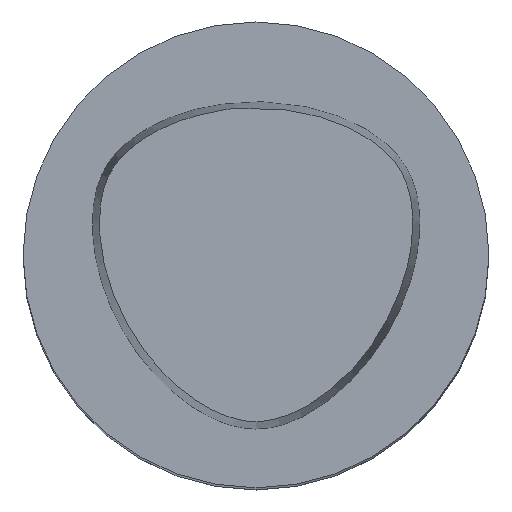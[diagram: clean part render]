
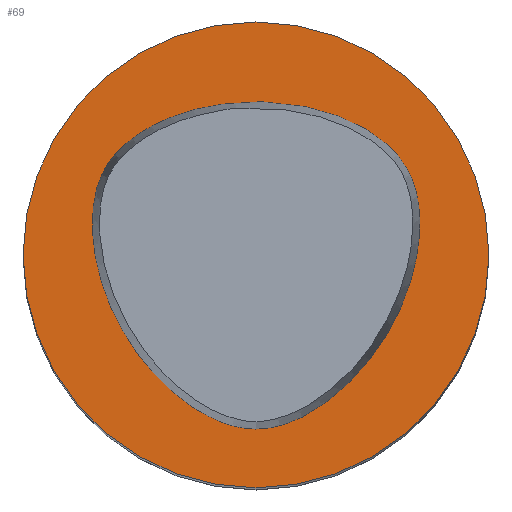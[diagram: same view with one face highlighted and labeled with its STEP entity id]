
A CAD part, top view. The second image highlights one B-rep face of the part: STEP entity #69.
In plain terms, the highlighted planar face has unit normal (0, 0, 1).
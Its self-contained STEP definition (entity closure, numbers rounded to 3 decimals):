
#69=ADVANCED_FACE('Unnamed[1]',(#162,#163),#164,.T.);
#93=EDGE_CURVE('Unnamed[1]',#196,#196,#197,.T.);
#98=EDGE_CURVE('Unnamed[1]',#204,#204,#205,.T.);
#162=FACE_BOUND('',#278,.T.);
#163=FACE_OUTER_BOUND('',#279,.T.);
#164=PLANE('',#280);
#196=VERTEX_POINT('',#703);
#197=B_SPLINE_CURVE_WITH_KNOTS('',3,(#704,#705,#706,#707,#708,#709,#710,#711,#712,#713,#714,#715,#716,#717,#718,#719,#720,#721,#722,#723,#724,#725,#726,#727,#728,#729,#730,#731,#732,#733,#734,#735,#736,#737,#738,#739,#740,#741,#742,#743,#744,#745,#746,#747,#748,#749,#750,#751,#752,#753,#754,#755,#756,#757,#758,#759,#760,#761,#762,#763,#764,#765,#766,#767,#768,#769,#770,#771,#772,#773,#774,#775,#776,#777,#778,#779,#780,#781,#782,#783,#784,#785,#786,#787,#788,#789,#790,#791,#792,#793,#794,#795,#796,#797,#798,#799),.UNSPECIFIED.,.T.,.F.,(4,2,2,2,2,2,2,2,2,2,2,2,2,2,2,2,2,2,2,2,2,2,2,2,2,2,2,2,2,2,2,2,2,2,2,2,2,2,2,2,2,2,2,2,2,2,2,4),(0.0,0.,0.023,0.046,0.069,0.091,0.112,0.133,0.153,0.173,0.194,0.214,0.236,0.257,0.28,0.302,0.326,0.349,0.372,0.395,0.417,0.438,0.459,0.48,0.5,0.52,0.541,0.562,0.583,0.605,0.628,0.651,0.674,0.698,0.72,0.743,0.764,0.786,0.806,0.827,0.847,0.867,0.888,0.909,0.931,0.954,0.977,1.0),.UNSPECIFIED.);
#204=VERTEX_POINT('',#808);
#205=CIRCLE('',#809,25.0);
#278=EDGE_LOOP('',(#931));
#279=EDGE_LOOP('',(#932));
#280=AXIS2_PLACEMENT_3D('',#933,#934,#935);
#703=CARTESIAN_POINT('',(-0.001,-18.694,0.));
#704=CARTESIAN_POINT('',(-0.001,-18.694,0.));
#705=CARTESIAN_POINT('',(-0.011,-18.694,0.));
#706=CARTESIAN_POINT('',(-0.02,-18.694,0.));
#707=CARTESIAN_POINT('',(-0.871,-18.695,0.));
#708=CARTESIAN_POINT('',(-1.713,-18.556,0.));
#709=CARTESIAN_POINT('',(-3.347,-18.108,0.));
#710=CARTESIAN_POINT('',(-4.138,-17.797,0.0));
#711=CARTESIAN_POINT('',(-5.644,-17.061,0.));
#712=CARTESIAN_POINT('',(-6.361,-16.639,0.));
#713=CARTESIAN_POINT('',(-7.712,-15.718,0.));
#714=CARTESIAN_POINT('',(-8.348,-15.221,0.));
#715=CARTESIAN_POINT('',(-9.549,-14.18,0.0));
#716=CARTESIAN_POINT('',(-10.114,-13.638,0.));
#717=CARTESIAN_POINT('',(-11.179,-12.514,0.));
#718=CARTESIAN_POINT('',(-11.678,-11.934,0.0));
#719=CARTESIAN_POINT('',(-12.616,-10.742,0.));
#720=CARTESIAN_POINT('',(-13.055,-10.13,0.0));
#721=CARTESIAN_POINT('',(-13.877,-8.876,0.));
#722=CARTESIAN_POINT('',(-14.26,-8.233,0.));
#723=CARTESIAN_POINT('',(-14.972,-6.916,0.));
#724=CARTESIAN_POINT('',(-15.3,-6.242,0.0));
#725=CARTESIAN_POINT('',(-15.902,-4.857,0.0));
#726=CARTESIAN_POINT('',(-16.174,-4.147,0.));
#727=CARTESIAN_POINT('',(-16.658,-2.689,0.0));
#728=CARTESIAN_POINT('',(-16.869,-1.941,0.0));
#729=CARTESIAN_POINT('',(-17.218,-0.406,0.0));
#730=CARTESIAN_POINT('',(-17.354,0.381,0.0));
#731=CARTESIAN_POINT('',(-17.542,1.99,0.0));
#732=CARTESIAN_POINT('',(-17.59,2.813,0.0));
#733=CARTESIAN_POINT('',(-17.564,4.476,0.0));
#734=CARTESIAN_POINT('',(-17.486,5.317,0.0));
#735=CARTESIAN_POINT('',(-17.171,6.985,0.0));
#736=CARTESIAN_POINT('',(-16.933,7.811,0.0));
#737=CARTESIAN_POINT('',(-16.223,9.36,0.0));
#738=CARTESIAN_POINT('',(-15.753,10.083,0.0));
#739=CARTESIAN_POINT('',(-14.646,11.379,0.0));
#740=CARTESIAN_POINT('',(-14.011,11.953,0.0));
#741=CARTESIAN_POINT('',(-12.665,12.971,0.0));
#742=CARTESIAN_POINT('',(-11.955,13.418,0.));
#743=CARTESIAN_POINT('',(-10.5,14.197,0.0));
#744=CARTESIAN_POINT('',(-9.758,14.532,0.));
#745=CARTESIAN_POINT('',(-8.263,15.113,0.));
#746=CARTESIAN_POINT('',(-7.511,15.361,0.));
#747=CARTESIAN_POINT('',(-6.005,15.774,0.0));
#748=CARTESIAN_POINT('',(-5.251,15.94,0.));
#749=CARTESIAN_POINT('',(-3.745,16.178,0.));
#750=CARTESIAN_POINT('',(-2.993,16.252,0.));
#751=CARTESIAN_POINT('',(-1.489,16.39,0.));
#752=CARTESIAN_POINT('',(-0.738,16.454,0.));
#753=CARTESIAN_POINT('',(0.759,16.454,0.));
#754=CARTESIAN_POINT('',(1.505,16.392,0.));
#755=CARTESIAN_POINT('',(3.002,16.253,0.));
#756=CARTESIAN_POINT('',(3.753,16.176,0.));
#757=CARTESIAN_POINT('',(5.259,15.935,0.));
#758=CARTESIAN_POINT('',(6.013,15.769,0.));
#759=CARTESIAN_POINT('',(7.522,15.364,0.0));
#760=CARTESIAN_POINT('',(8.275,15.122,0.0));
#761=CARTESIAN_POINT('',(9.771,14.545,0.));
#762=CARTESIAN_POINT('',(10.514,14.208,0.0));
#763=CARTESIAN_POINT('',(11.964,13.421,0.));
#764=CARTESIAN_POINT('',(12.67,12.968,0.));
#765=CARTESIAN_POINT('',(14.011,11.942,0.0));
#766=CARTESIAN_POINT('',(14.644,11.366,0.0));
#767=CARTESIAN_POINT('',(15.747,10.068,0.));
#768=CARTESIAN_POINT('',(16.217,9.345,0.0));
#769=CARTESIAN_POINT('',(16.93,7.799,0.));
#770=CARTESIAN_POINT('',(17.173,6.976,0.0));
#771=CARTESIAN_POINT('',(17.495,5.311,0.0));
#772=CARTESIAN_POINT('',(17.574,4.469,0.0));
#773=CARTESIAN_POINT('',(17.598,2.805,0.0));
#774=CARTESIAN_POINT('',(17.546,1.982,0.0));
#775=CARTESIAN_POINT('',(17.353,0.374,0.0));
#776=CARTESIAN_POINT('',(17.214,-0.413,0.0));
#777=CARTESIAN_POINT('',(16.864,-1.947,0.0));
#778=CARTESIAN_POINT('',(16.655,-2.696,0.0));
#779=CARTESIAN_POINT('',(16.172,-4.154,0.0));
#780=CARTESIAN_POINT('',(15.9,-4.864,0.0));
#781=CARTESIAN_POINT('',(15.298,-6.248,0.0));
#782=CARTESIAN_POINT('',(14.969,-6.923,0.0));
#783=CARTESIAN_POINT('',(14.256,-8.24,0.0));
#784=CARTESIAN_POINT('',(13.873,-8.882,0.0));
#785=CARTESIAN_POINT('',(13.052,-10.136,0.0));
#786=CARTESIAN_POINT('',(12.612,-10.748,0.0));
#787=CARTESIAN_POINT('',(11.674,-11.94,0.0));
#788=CARTESIAN_POINT('',(11.173,-12.519,0.0));
#789=CARTESIAN_POINT('',(10.107,-13.641,0.));
#790=CARTESIAN_POINT('',(9.541,-14.183,0.0));
#791=CARTESIAN_POINT('',(8.337,-15.22,0.));
#792=CARTESIAN_POINT('',(7.7,-15.714,0.0));
#793=CARTESIAN_POINT('',(6.351,-16.64,0.));
#794=CARTESIAN_POINT('',(5.639,-17.071,0.));
#795=CARTESIAN_POINT('',(4.137,-17.815,0.));
#796=CARTESIAN_POINT('',(3.346,-18.127,0.));
#797=CARTESIAN_POINT('',(1.703,-18.565,0.));
#798=CARTESIAN_POINT('',(0.849,-18.69,0.0));
#799=CARTESIAN_POINT('',(-0.001,-18.694,0.));
#808=CARTESIAN_POINT('',(0.,25.0,0.));
#809=AXIS2_PLACEMENT_3D('',#975,#976,#977);
#931=ORIENTED_EDGE('',*,*,#93,.T.);
#932=ORIENTED_EDGE('',*,*,#98,.F.);
#933=CARTESIAN_POINT('',(0.,12.5,0.));
#934=DIRECTION('',(0.,0.,1.0));
#935=DIRECTION('',(0.,-1.0,0.));
#975=CARTESIAN_POINT('',(0.0,0.0,0.0));
#976=DIRECTION('',(0.,0.,-1.0));
#977=DIRECTION('',(0.,1.0,0.));
